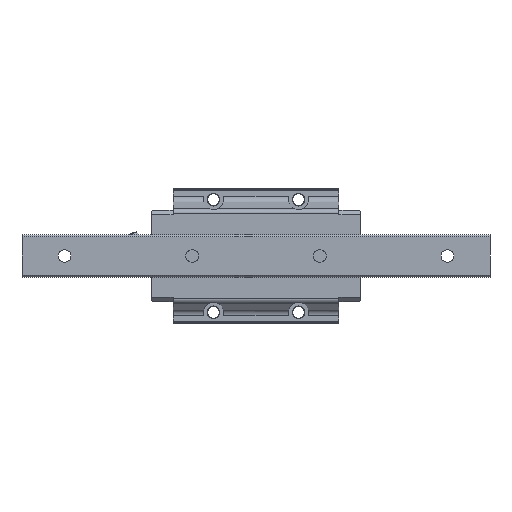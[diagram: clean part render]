
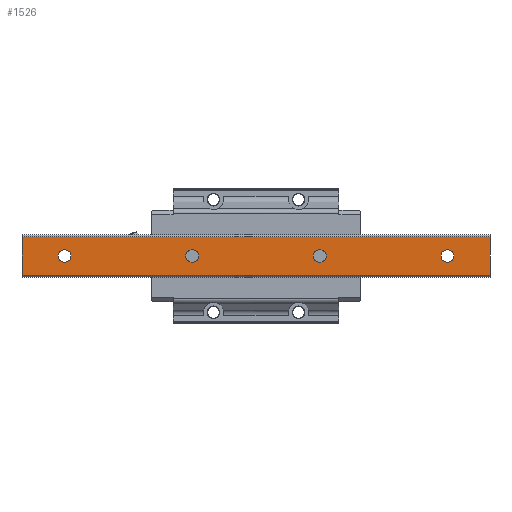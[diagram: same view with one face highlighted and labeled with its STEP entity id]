
A CAD part, front view. The second image highlights one B-rep face of the part: STEP entity #1526.
In plain terms, the highlighted planar face has unit normal (0, -1, 0).
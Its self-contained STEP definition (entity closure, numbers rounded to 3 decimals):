
#1526 = ADVANCED_FACE( '', ( #4395, #4396, #4397, #4398, #4399 ), #4400, .T. );
#1566 = VERTEX_POINT( '', #4443 );
#1644 = EDGE_CURVE( '', #2506, #1566, #4527, .T. );
#1688 = VERTEX_POINT( '', #4577 );
#1700 = EDGE_CURVE( '', #2288, #2666, #4589, .T. );
#1888 = VERTEX_POINT( '', #4804 );
#1926 = EDGE_CURVE( '', #2264, #3658, #4846, .T. );
#2110 = EDGE_CURVE( '', #2698, #2264, #5054, .T. );
#2264 = VERTEX_POINT( '', #5222 );
#2288 = VERTEX_POINT( '', #5247 );
#2342 = EDGE_CURVE( '', #1566, #2506, #5308, .T. );
#2444 = EDGE_CURVE( '', #1888, #3692, #5422, .T. );
#2496 = VERTEX_POINT( '', #5479 );
#2506 = VERTEX_POINT( '', #5492 );
#2666 = VERTEX_POINT( '', #5676 );
#2698 = VERTEX_POINT( '', #5709 );
#3100 = VERTEX_POINT( '', #6149 );
#3348 = EDGE_CURVE( '', #2666, #2288, #6426, .T. );
#3534 = EDGE_CURVE( '', #2496, #3658, #6621, .T. );
#3658 = VERTEX_POINT( '', #6757 );
#3692 = VERTEX_POINT( '', #6793 );
#3782 = EDGE_CURVE( '', #3692, #1888, #6888, .T. );
#4050 = EDGE_CURVE( '', #3100, #1688, #7183, .T. );
#4184 = EDGE_CURVE( '', #1688, #3100, #7332, .T. );
#4208 = EDGE_CURVE( '', #2496, #2698, #7356, .T. );
#4395 = FACE_BOUND( '', #7570, .T. );
#4396 = FACE_BOUND( '', #7571, .T. );
#4397 = FACE_BOUND( '', #7572, .T. );
#4398 = FACE_BOUND( '', #7573, .T. );
#4399 = FACE_OUTER_BOUND( '', #7574, .T. );
#4400 = PLANE( '', #7575 );
#4443 = CARTESIAN_POINT( '', ( 177., 0., 0. ) );
#4527 = CIRCLE( '', #7759, 3. );
#4577 = CARTESIAN_POINT( '', ( 57., 0., 0. ) );
#4589 = CIRCLE( '', #7858, 3. );
#4804 = CARTESIAN_POINT( '', ( 117., 0., 0. ) );
#4846 = LINE( '', #8226, #8227 );
#5054 = LINE( '', #8523, #8524 );
#5222 = CARTESIAN_POINT( '', ( 200., 0., -9. ) );
#5247 = CARTESIAN_POINT( '', ( 3., 0., 0. ) );
#5308 = CIRCLE( '', #8918, 3. );
#5422 = CIRCLE( '', #9100, 3. );
#5479 = CARTESIAN_POINT( '', ( -20., 0., 9. ) );
#5492 = CARTESIAN_POINT( '', ( 183., 0., 0. ) );
#5676 = CARTESIAN_POINT( '', ( -3., 0., 0. ) );
#5709 = CARTESIAN_POINT( '', ( -20., 0., -9. ) );
#6149 = CARTESIAN_POINT( '', ( 63., 0., 0. ) );
#6426 = CIRCLE( '', #10576, 3. );
#6621 = LINE( '', #10910, #10911 );
#6757 = CARTESIAN_POINT( '', ( 200., 0., 9. ) );
#6793 = CARTESIAN_POINT( '', ( 123., 0., 0. ) );
#6888 = CIRCLE( '', #11332, 3. );
#7183 = CIRCLE( '', #11778, 3. );
#7332 = CIRCLE( '', #11987, 3. );
#7356 = LINE( '', #12038, #12039 );
#7570 = EDGE_LOOP( '', ( #12278, #12279 ) );
#7571 = EDGE_LOOP( '', ( #12280, #12281 ) );
#7572 = EDGE_LOOP( '', ( #12282, #12283 ) );
#7573 = EDGE_LOOP( '', ( #12284, #12285 ) );
#7574 = EDGE_LOOP( '', ( #12286, #12287, #12288, #12289 ) );
#7575 = AXIS2_PLACEMENT_3D( '', #12290, #12291, #12292 );
#7759 = AXIS2_PLACEMENT_3D( '', #12409, #12410, #12411 );
#7858 = AXIS2_PLACEMENT_3D( '', #12477, #12478, #12479 );
#8226 = CARTESIAN_POINT( '', ( 200., 0., 9. ) );
#8227 = VECTOR( '', #12787, 1. );
#8523 = CARTESIAN_POINT( '', ( -20., 0., -9. ) );
#8524 = VECTOR( '', #13013, 1. );
#8918 = AXIS2_PLACEMENT_3D( '', #13293, #13294, #13295 );
#9100 = AXIS2_PLACEMENT_3D( '', #13432, #13433, #13434 );
#10576 = AXIS2_PLACEMENT_3D( '', #14708, #14709, #14710 );
#10910 = CARTESIAN_POINT( '', ( -20., 0., 9. ) );
#10911 = VECTOR( '', #14889, 1. );
#11332 = AXIS2_PLACEMENT_3D( '', #15151, #15152, #15153 );
#11778 = AXIS2_PLACEMENT_3D( '', #15473, #15474, #15475 );
#11987 = AXIS2_PLACEMENT_3D( '', #15686, #15687, #15688 );
#12038 = CARTESIAN_POINT( '', ( -20., 0., 9. ) );
#12039 = VECTOR( '', #15705, 1. );
#12278 = ORIENTED_EDGE( '', *, *, #4050, .T. );
#12279 = ORIENTED_EDGE( '', *, *, #4184, .T. );
#12280 = ORIENTED_EDGE( '', *, *, #3782, .T. );
#12281 = ORIENTED_EDGE( '', *, *, #2444, .T. );
#12282 = ORIENTED_EDGE( '', *, *, #1644, .T. );
#12283 = ORIENTED_EDGE( '', *, *, #2342, .T. );
#12284 = ORIENTED_EDGE( '', *, *, #1700, .T. );
#12285 = ORIENTED_EDGE( '', *, *, #3348, .T. );
#12286 = ORIENTED_EDGE( '', *, *, #1926, .T. );
#12287 = ORIENTED_EDGE( '', *, *, #3534, .F. );
#12288 = ORIENTED_EDGE( '', *, *, #4208, .T. );
#12289 = ORIENTED_EDGE( '', *, *, #2110, .T. );
#12290 = CARTESIAN_POINT( '', ( -20., 0., -9. ) );
#12291 = DIRECTION( '', ( 0., -1., 0. ) );
#12292 = DIRECTION( '', ( 0., 0., -1. ) );
#12409 = CARTESIAN_POINT( '', ( 180., 0., 0. ) );
#12410 = DIRECTION( '', ( 0., 1., 0. ) );
#12411 = DIRECTION( '', ( 1., 0., 0. ) );
#12477 = CARTESIAN_POINT( '', ( 0., 0., 0. ) );
#12478 = DIRECTION( '', ( 0., 1., 0. ) );
#12479 = DIRECTION( '', ( 1., 0., 0. ) );
#12787 = DIRECTION( '', ( 0., 0., 1. ) );
#13013 = DIRECTION( '', ( 1., 0., 0. ) );
#13293 = CARTESIAN_POINT( '', ( 180., 0., 0. ) );
#13294 = DIRECTION( '', ( 0., 1., 0. ) );
#13295 = DIRECTION( '', ( 1., 0., 0. ) );
#13432 = CARTESIAN_POINT( '', ( 120., 0., 0. ) );
#13433 = DIRECTION( '', ( 0., 1., 0. ) );
#13434 = DIRECTION( '', ( 1., 0., 0. ) );
#14708 = CARTESIAN_POINT( '', ( 0., 0., 0. ) );
#14709 = DIRECTION( '', ( 0., 1., 0. ) );
#14710 = DIRECTION( '', ( 1., 0., 0. ) );
#14889 = DIRECTION( '', ( 1., 0., 0. ) );
#15151 = CARTESIAN_POINT( '', ( 120., 0., 0. ) );
#15152 = DIRECTION( '', ( 0., 1., 0. ) );
#15153 = DIRECTION( '', ( 1., 0., 0. ) );
#15473 = CARTESIAN_POINT( '', ( 60., 0., 0. ) );
#15474 = DIRECTION( '', ( 0., 1., 0. ) );
#15475 = DIRECTION( '', ( 1., 0., 0. ) );
#15686 = CARTESIAN_POINT( '', ( 60., 0., 0. ) );
#15687 = DIRECTION( '', ( 0., 1., 0. ) );
#15688 = DIRECTION( '', ( 1., 0., 0. ) );
#15705 = DIRECTION( '', ( 0., 0., -1. ) );
